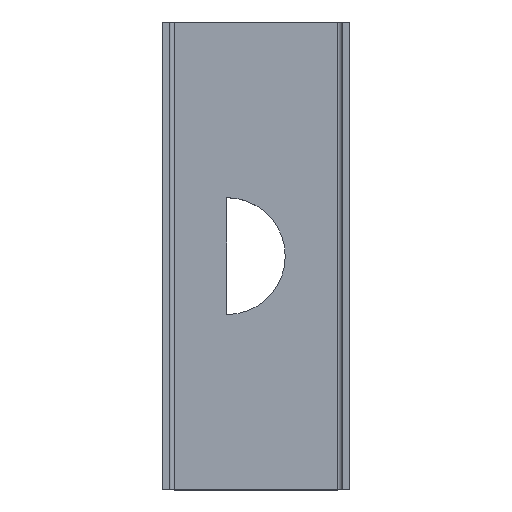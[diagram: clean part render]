
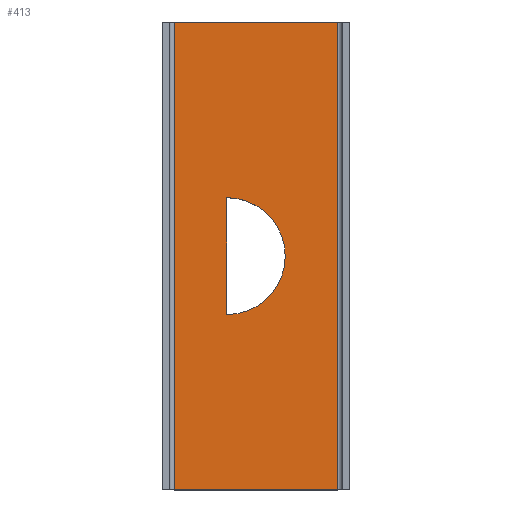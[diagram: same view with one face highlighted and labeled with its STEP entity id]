
A CAD part, top view. The second image highlights one B-rep face of the part: STEP entity #413.
In plain terms, the highlighted planar face has unit normal (0, 0, 1).
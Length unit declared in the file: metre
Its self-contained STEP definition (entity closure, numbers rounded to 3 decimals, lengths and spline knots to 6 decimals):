
#29=CIRCLE('',#452,0.025);
#87=ORIENTED_EDGE('',*,*,#172,.T.);
#88=ORIENTED_EDGE('',*,*,#175,.T.);
#89=ORIENTED_EDGE('',*,*,#168,.T.);
#90=ORIENTED_EDGE('',*,*,#179,.F.);
#91=ORIENTED_EDGE('',*,*,#164,.F.);
#92=ORIENTED_EDGE('',*,*,#180,.T.);
#164=EDGE_CURVE('',#213,#215,#248,.F.);
#168=EDGE_CURVE('',#219,#217,#252,.F.);
#172=EDGE_CURVE('',#223,#221,#29,.T.);
#175=EDGE_CURVE('',#221,#223,#257,.T.);
#179=EDGE_CURVE('',#215,#217,#261,.T.);
#180=EDGE_CURVE('',#213,#219,#262,.F.);
#213=VERTEX_POINT('',#636);
#215=VERTEX_POINT('',#639);
#217=VERTEX_POINT('',#645);
#219=VERTEX_POINT('',#648);
#221=VERTEX_POINT('',#654);
#223=VERTEX_POINT('',#657);
#248=LINE('',#638,#288);
#252=LINE('',#647,#292);
#257=LINE('',#662,#297);
#261=LINE('',#668,#301);
#262=LINE('',#669,#302);
#288=VECTOR('',#514,1.);
#292=VECTOR('',#520,1.);
#297=VECTOR('',#533,1.);
#301=VECTOR('',#541,1.);
#302=VECTOR('',#542,1.);
#330=EDGE_LOOP('',(#87,#88));
#331=EDGE_LOOP('',(#89,#90,#91,#92));
#364=FACE_BOUND('',#330,.T.);
#365=FACE_BOUND('',#331,.T.);
#392=PLANE('',#456);
#413=ADVANCED_FACE('',(#364,#365),#392,.F.);
#452=AXIS2_PLACEMENT_3D('',#656,#526,#527);
#456=AXIS2_PLACEMENT_3D('',#667,#539,#540);
#514=DIRECTION('',(-1.,0.,0.));
#520=DIRECTION('',(-1.,0.,0.));
#526=DIRECTION('',(0.,0.,-1.));
#527=DIRECTION('',(-1.,0.,0.));
#533=DIRECTION('',(0.,1.,0.));
#539=DIRECTION('',(0.,0.,-1.));
#540=DIRECTION('',(-1.,0.,0.));
#541=DIRECTION('',(0.,-1.,0.));
#542=DIRECTION('',(0.,1.,0.));
#636=CARTESIAN_POINT('',(0.005,0.,0.003));
#638=CARTESIAN_POINT('',(0.068628,0.,0.003));
#639=CARTESIAN_POINT('',(0.075,0.,0.003));
#645=CARTESIAN_POINT('',(0.075,-0.2,0.003));
#647=CARTESIAN_POINT('',(0.068628,-0.2,0.003));
#648=CARTESIAN_POINT('',(0.005,-0.2,0.003));
#654=CARTESIAN_POINT('',(0.0275,-0.125,0.003));
#656=CARTESIAN_POINT('',(0.0275,-0.1,0.003));
#657=CARTESIAN_POINT('',(0.0275,-0.075,0.003));
#662=CARTESIAN_POINT('',(0.0275,0.,0.003));
#667=CARTESIAN_POINT('',(0.068628,0.,0.003));
#668=CARTESIAN_POINT('',(0.075,0.,0.003));
#669=CARTESIAN_POINT('',(0.005,0.,0.003));
